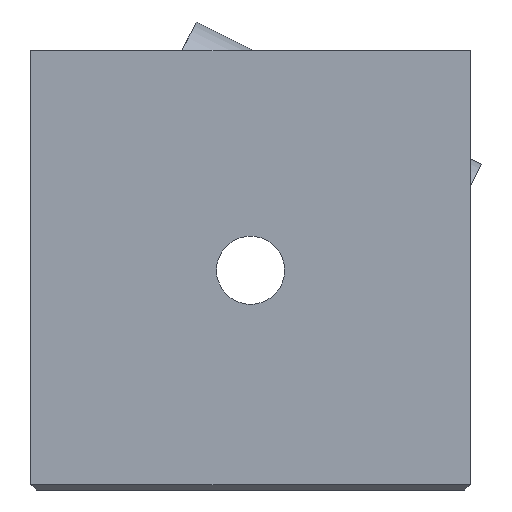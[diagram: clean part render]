
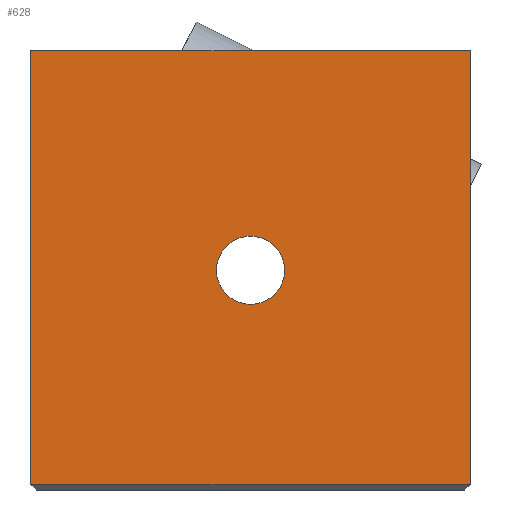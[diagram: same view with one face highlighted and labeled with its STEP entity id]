
A CAD part, front view. The second image highlights one B-rep face of the part: STEP entity #628.
In plain terms, the highlighted planar face has unit normal (0, -1, 0).
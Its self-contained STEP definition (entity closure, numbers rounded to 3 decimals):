
#24=FACE_BOUND('',#117,.T.);
#28=CIRCLE('',#659,1.55);
#79=FACE_OUTER_BOUND('',#116,.T.);
#116=EDGE_LOOP('',(#567,#568,#569,#570));
#117=EDGE_LOOP('',(#571));
#131=LINE('',#897,#201);
#184=LINE('',#1033,#254);
#185=LINE('',#1036,#255);
#187=LINE('',#1039,#257);
#201=VECTOR('',#720,10.);
#254=VECTOR('',#853,10.);
#255=VECTOR('',#856,10.);
#257=VECTOR('',#860,10.);
#268=VERTEX_POINT('',#894);
#269=VERTEX_POINT('',#896);
#279=VERTEX_POINT('',#931);
#312=VERTEX_POINT('',#1031);
#313=VERTEX_POINT('',#1035);
#327=EDGE_CURVE('',#268,#269,#131,.T.);
#346=EDGE_CURVE('',#279,#279,#28,.T.);
#396=EDGE_CURVE('',#312,#268,#184,.T.);
#397=EDGE_CURVE('',#313,#312,#185,.T.);
#399=EDGE_CURVE('',#269,#313,#187,.T.);
#567=ORIENTED_EDGE('',*,*,#327,.F.);
#568=ORIENTED_EDGE('',*,*,#396,.F.);
#569=ORIENTED_EDGE('',*,*,#397,.F.);
#570=ORIENTED_EDGE('',*,*,#399,.F.);
#571=ORIENTED_EDGE('',*,*,#346,.T.);
#596=PLANE('',#691);
#628=ADVANCED_FACE('',(#79,#24),#596,.F.);
#659=AXIS2_PLACEMENT_3D('',#933,#756,#757);
#691=AXIS2_PLACEMENT_3D('',#1040,#861,#862);
#720=DIRECTION('',(-1.,0.,0.));
#756=DIRECTION('center_axis',(0.,1.,0.));
#757=DIRECTION('ref_axis',(-1.,0.,0.));
#853=DIRECTION('',(0.,0.,-1.));
#856=DIRECTION('',(1.,0.,0.));
#860=DIRECTION('',(0.,0.,1.));
#861=DIRECTION('center_axis',(0.,1.,0.));
#862=DIRECTION('ref_axis',(-1.,0.,0.));
#894=CARTESIAN_POINT('',(10.,-16.,0.25));
#896=CARTESIAN_POINT('',(-10.,-16.,0.25));
#897=CARTESIAN_POINT('',(5.,-16.,0.25));
#931=CARTESIAN_POINT('',(1.55,-16.,10.));
#933=CARTESIAN_POINT('Origin',(0.,-16.,10.));
#1031=CARTESIAN_POINT('',(10.,-16.,20.));
#1033=CARTESIAN_POINT('',(10.,-16.,20.));
#1035=CARTESIAN_POINT('',(-10.,-16.,20.));
#1036=CARTESIAN_POINT('',(-10.,-16.,20.));
#1039=CARTESIAN_POINT('',(-10.,-16.,0.));
#1040=CARTESIAN_POINT('Origin',(0.,-16.,12.501));
